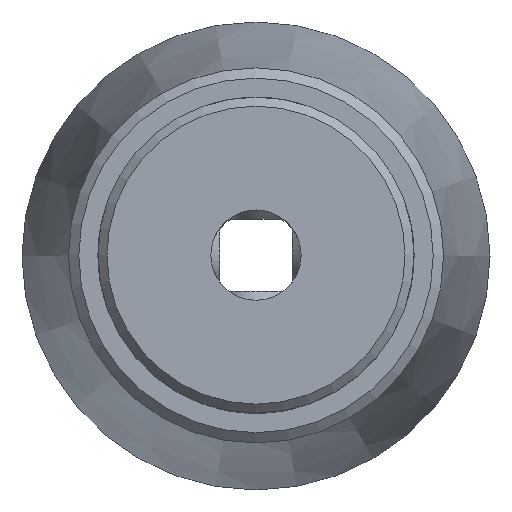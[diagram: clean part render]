
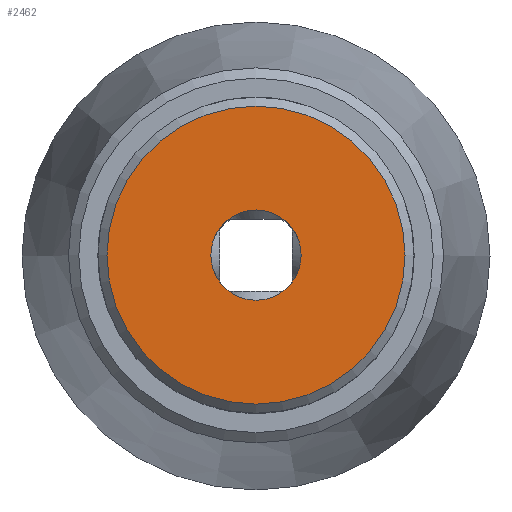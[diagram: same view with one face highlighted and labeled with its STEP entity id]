
A CAD part, top view. The second image highlights one B-rep face of the part: STEP entity #2462.
In plain terms, the highlighted planar face has unit normal (0, 0, 1).
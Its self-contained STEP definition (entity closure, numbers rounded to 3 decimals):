
#235=PLANE('',#2611);
#487=ORIENTED_EDGE('',*,*,#834,.T.);
#488=ORIENTED_EDGE('',*,*,#908,.T.);
#834=EDGE_CURVE('',#1063,#1063,#1212,.T.);
#908=EDGE_CURVE('',#1113,#1113,#1236,.F.);
#1063=VERTEX_POINT('',#3281);
#1113=VERTEX_POINT('',#3557);
#1212=CIRCLE('',#2556,2.);
#1236=CIRCLE('',#2612,6.6);
#1324=EDGE_LOOP('',(#487));
#1325=EDGE_LOOP('',(#488));
#1482=FACE_BOUND('',#1324,.T.);
#1483=FACE_BOUND('',#1325,.T.);
#2462=ADVANCED_FACE('',(#1482,#1483),#235,.F.);
#2556=AXIS2_PLACEMENT_3D('',#3280,#2751,#2752);
#2611=AXIS2_PLACEMENT_3D('',#3555,#2879,#2880);
#2612=AXIS2_PLACEMENT_3D('',#3556,#2881,#2882);
#2751=DIRECTION('',(0.,0.,-1.));
#2752=DIRECTION('',(-1.,0.,0.));
#2879=DIRECTION('',(0.,0.,-1.));
#2880=DIRECTION('',(-1.,0.,0.));
#2881=DIRECTION('',(0.,0.,-1.));
#2882=DIRECTION('',(-1.,0.,0.));
#3280=CARTESIAN_POINT('',(0.,0.,30.6));
#3281=CARTESIAN_POINT('',(-2.,0.,30.6));
#3555=CARTESIAN_POINT('',(7.,0.,30.6));
#3556=CARTESIAN_POINT('',(0.,0.,30.6));
#3557=CARTESIAN_POINT('',(-6.6,0.,30.6));
